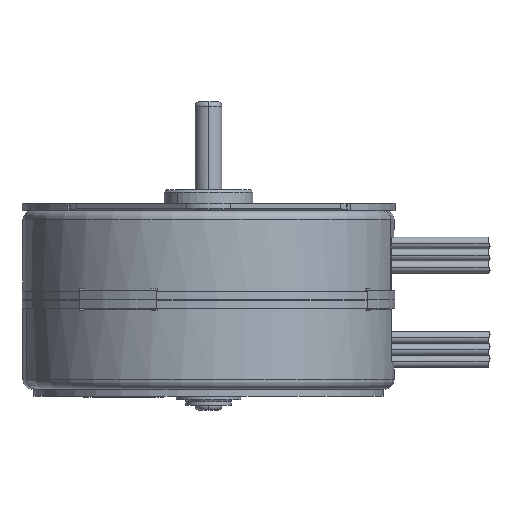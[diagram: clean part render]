
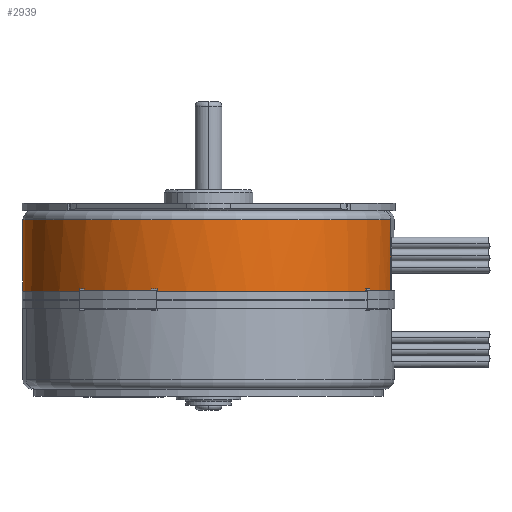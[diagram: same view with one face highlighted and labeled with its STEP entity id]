
A CAD part, left-side view. The second image highlights one B-rep face of the part: STEP entity #2939.
In plain terms, the highlighted cylindrical face has radius 20.841 mm (diameter 41.681 mm), a partial arc.
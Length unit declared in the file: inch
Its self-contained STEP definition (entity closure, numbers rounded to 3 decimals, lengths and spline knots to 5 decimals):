
#1983=CARTESIAN_POINT('',(0.,0.,0.));
#1984=DIRECTION('',(0.,0.,1.));
#1985=DIRECTION('',(0.195,-0.981,0.));
#1986=AXIS2_PLACEMENT_3D('',#1983,#1984,#1985);
#1988=CARTESIAN_POINT('',(0.,0.,0.));
#1989=DIRECTION('',(0.,0.,1.));
#1990=DIRECTION('',(0.202,-0.979,0.));
#1991=AXIS2_PLACEMENT_3D('',#1988,#1989,#1990);
#1998=DIRECTION('',(0.,0.,1.));
#1999=VECTOR('',#1998,0.313);
#2000=CARTESIAN_POINT('',(0.16007,-0.80473,0.));
#2001=LINE('',#2000,#1999);
#2002=DIRECTION('',(0.,0.,-1.));
#2003=VECTOR('',#2002,0.008);
#2004=CARTESIAN_POINT('',(0.4075,-0.71215,0.313));
#2005=LINE('',#2004,#2003);
#2006=DIRECTION('',(0.,0.,1.));
#2007=VECTOR('',#2006,0.011);
#2008=CARTESIAN_POINT('',(0.4325,-0.69725,0.305));
#2009=LINE('',#2008,#2007);
#2010=DIRECTION('',(0.,0.,-1.));
#2011=VECTOR('',#2010,0.011);
#2012=CARTESIAN_POINT('',(0.78829,0.22764,0.316));
#2013=LINE('',#2012,#2011);
#2014=DIRECTION('',(0.,0.,1.));
#2015=VECTOR('',#2014,0.008);
#2016=CARTESIAN_POINT('',(0.78079,0.25218,0.305));
#2017=LINE('',#2016,#2015);
#2018=DIRECTION('',(0.,0.,-1.));
#2019=VECTOR('',#2018,0.008);
#2020=CARTESIAN_POINT('',(0.60879,0.55009,0.313));
#2021=LINE('',#2020,#2019);
#2022=DIRECTION('',(0.,0.,1.));
#2023=VECTOR('',#2022,0.011);
#2024=CARTESIAN_POINT('',(0.59129,0.56886,0.305));
#2025=LINE('',#2024,#2023);
#2026=DIRECTION('',(0.,0.,1.));
#2027=VECTOR('',#2026,0.316);
#2028=CARTESIAN_POINT('',(-0.16007,0.80473,0.));
#2029=LINE('',#2028,#2027);
#2071=CARTESIAN_POINT('',(0.,0.,0.316));
#2072=DIRECTION('',(0.,0.,-1.));
#2073=DIRECTION('',(-0.195,0.981,0.));
#2074=AXIS2_PLACEMENT_3D('',#2071,#2072,#2073);
#2098=CARTESIAN_POINT('',(0.,0.,0.305));
#2099=DIRECTION('',(0.,0.,-1.));
#2100=DIRECTION('',(0.721,0.693,0.));
#2101=AXIS2_PLACEMENT_3D('',#2098,#2099,#2100);
#2116=CARTESIAN_POINT('',(0.,0.,0.313));
#2117=DIRECTION('',(0.,0.,-1.));
#2118=DIRECTION('',(0.742,0.67,0.));
#2119=AXIS2_PLACEMENT_3D('',#2116,#2117,#2118);
#2134=CARTESIAN_POINT('',(0.,0.,0.305));
#2135=DIRECTION('',(0.,0.,-1.));
#2136=DIRECTION('',(0.952,0.307,0.));
#2137=AXIS2_PLACEMENT_3D('',#2134,#2135,#2136);
#2156=CARTESIAN_POINT('',(0.,0.,0.316));
#2157=DIRECTION('',(0.,0.,-1.));
#2158=DIRECTION('',(0.961,0.277,0.));
#2159=AXIS2_PLACEMENT_3D('',#2156,#2157,#2158);
#2178=CARTESIAN_POINT('',(0.,0.,0.305));
#2179=DIRECTION('',(0.,0.,-1.));
#2180=DIRECTION('',(0.527,-0.85,0.));
#2181=AXIS2_PLACEMENT_3D('',#2178,#2179,#2180);
#2210=CARTESIAN_POINT('',(0.,0.,0.313));
#2211=DIRECTION('',(0.,0.,-1.));
#2212=DIRECTION('',(0.497,-0.868,0.));
#2213=AXIS2_PLACEMENT_3D('',#2210,#2211,#2212);
#2544=CARTESIAN_POINT('',(-0.16007,0.80473,0.));
#2545=VERTEX_POINT('',#2544);
#2547=CARTESIAN_POINT('',(0.16007,-0.80473,0.));
#2549=VERTEX_POINT('',#2547);
#2550=CARTESIAN_POINT('',(0.16608,-0.80352,0.));
#2551=VERTEX_POINT('',#2550);
#2552=CARTESIAN_POINT('',(0.16007,-0.80473,0.313));
#2553=VERTEX_POINT('',#2552);
#2554=CARTESIAN_POINT('',(0.4075,-0.71215,0.313));
#2555=VERTEX_POINT('',#2554);
#2556=CARTESIAN_POINT('',(0.4075,-0.71215,0.305));
#2557=VERTEX_POINT('',#2556);
#2558=CARTESIAN_POINT('',(0.4325,-0.69725,0.305));
#2559=VERTEX_POINT('',#2558);
#2560=CARTESIAN_POINT('',(0.4325,-0.69725,0.316));
#2561=VERTEX_POINT('',#2560);
#2562=CARTESIAN_POINT('',(0.78829,0.22764,0.316));
#2563=VERTEX_POINT('',#2562);
#2564=CARTESIAN_POINT('',(0.78829,0.22764,0.305));
#2565=VERTEX_POINT('',#2564);
#2566=CARTESIAN_POINT('',(0.78079,0.25218,0.305));
#2567=VERTEX_POINT('',#2566);
#2568=CARTESIAN_POINT('',(0.78079,0.25218,0.313));
#2569=VERTEX_POINT('',#2568);
#2570=CARTESIAN_POINT('',(0.60879,0.55009,0.313));
#2571=VERTEX_POINT('',#2570);
#2572=CARTESIAN_POINT('',(0.60879,0.55009,0.305));
#2573=VERTEX_POINT('',#2572);
#2574=CARTESIAN_POINT('',(0.59129,0.56886,0.305));
#2575=VERTEX_POINT('',#2574);
#2576=CARTESIAN_POINT('',(0.59129,0.56886,0.316));
#2577=VERTEX_POINT('',#2576);
#2578=CARTESIAN_POINT('',(-0.16007,0.80473,0.316));
#2579=VERTEX_POINT('',#2578);
#2900=CARTESIAN_POINT('',(0.,0.,-0.0935));
#2901=DIRECTION('',(0.,0.,1.));
#2902=DIRECTION('',(-0.195,0.981,0.));
#2903=AXIS2_PLACEMENT_3D('',#2900,#2901,#2902);
#2904=CYLINDRICAL_SURFACE('',#2903,0.8205);
#2905=ORIENTED_EDGE('',*,*,#2894,.F.);
#2906=ORIENTED_EDGE('',*,*,#2892,.F.);
#2908=ORIENTED_EDGE('',*,*,#2907,.T.);
#2910=ORIENTED_EDGE('',*,*,#2909,.F.);
#2912=ORIENTED_EDGE('',*,*,#2911,.T.);
#2914=ORIENTED_EDGE('',*,*,#2913,.F.);
#2916=ORIENTED_EDGE('',*,*,#2915,.T.);
#2918=ORIENTED_EDGE('',*,*,#2917,.F.);
#2920=ORIENTED_EDGE('',*,*,#2919,.T.);
#2922=ORIENTED_EDGE('',*,*,#2921,.F.);
#2924=ORIENTED_EDGE('',*,*,#2923,.T.);
#2926=ORIENTED_EDGE('',*,*,#2925,.F.);
#2928=ORIENTED_EDGE('',*,*,#2927,.T.);
#2930=ORIENTED_EDGE('',*,*,#2929,.F.);
#2932=ORIENTED_EDGE('',*,*,#2931,.T.);
#2934=ORIENTED_EDGE('',*,*,#2933,.F.);
#2936=ORIENTED_EDGE('',*,*,#2935,.F.);
#2937=EDGE_LOOP('',(#2905,#2906,#2908,#2910,#2912,#2914,#2916,#2918,#2920,#2922,
#2924,#2926,#2928,#2930,#2932,#2934,#2936));
#2938=FACE_OUTER_BOUND('',#2937,.F.);
#2939=ADVANCED_FACE('',(#2938),#2904,.T.);
#1987=CIRCLE('',#1986,0.8205);
#1992=CIRCLE('',#1991,0.8205);
#2075=CIRCLE('',#2074,0.8205);
#2102=CIRCLE('',#2101,0.8205);
#2120=CIRCLE('',#2119,0.8205);
#2138=CIRCLE('',#2137,0.8205);
#2160=CIRCLE('',#2159,0.8205);
#2182=CIRCLE('',#2181,0.8205);
#2214=CIRCLE('',#2213,0.8205);
#2892=EDGE_CURVE('',#2549,#2551,#1987,.T.);
#2894=EDGE_CURVE('',#2551,#2545,#1992,.T.);
#2907=EDGE_CURVE('',#2549,#2553,#2001,.T.);
#2909=EDGE_CURVE('',#2555,#2553,#2214,.T.);
#2911=EDGE_CURVE('',#2555,#2557,#2005,.T.);
#2913=EDGE_CURVE('',#2559,#2557,#2182,.T.);
#2915=EDGE_CURVE('',#2559,#2561,#2009,.T.);
#2917=EDGE_CURVE('',#2563,#2561,#2160,.T.);
#2919=EDGE_CURVE('',#2563,#2565,#2013,.T.);
#2921=EDGE_CURVE('',#2567,#2565,#2138,.T.);
#2923=EDGE_CURVE('',#2567,#2569,#2017,.T.);
#2925=EDGE_CURVE('',#2571,#2569,#2120,.T.);
#2927=EDGE_CURVE('',#2571,#2573,#2021,.T.);
#2929=EDGE_CURVE('',#2575,#2573,#2102,.T.);
#2931=EDGE_CURVE('',#2575,#2577,#2025,.T.);
#2933=EDGE_CURVE('',#2579,#2577,#2075,.T.);
#2935=EDGE_CURVE('',#2545,#2579,#2029,.T.);
